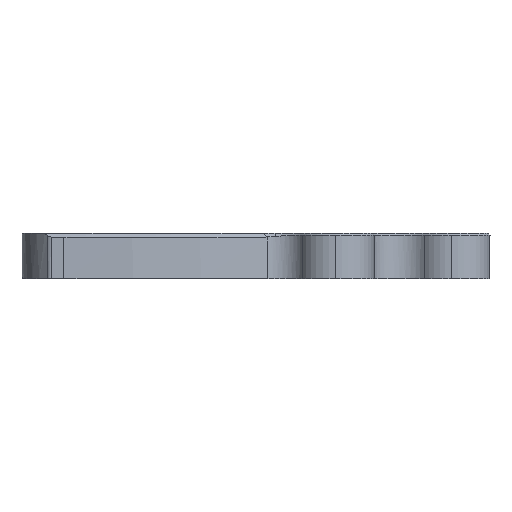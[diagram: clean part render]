
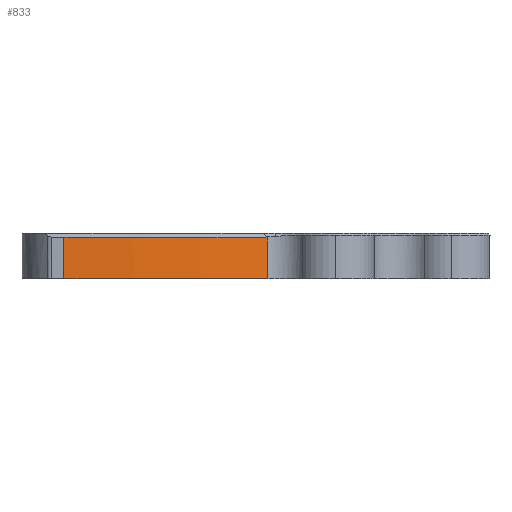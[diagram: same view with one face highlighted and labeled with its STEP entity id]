
A CAD part, left-side view. The second image highlights one B-rep face of the part: STEP entity #833.
In plain terms, the highlighted cylindrical face has radius 82.55 mm (diameter 165.1 mm), a partial arc.
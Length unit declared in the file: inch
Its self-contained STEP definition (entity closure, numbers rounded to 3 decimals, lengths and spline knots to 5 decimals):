
#23 = CARTESIAN_POINT ( 'NONE',  ( 0.22504, -1.279, 0.236 ) ) ;
#45 = CARTESIAN_POINT ( 'NONE',  ( 0.07876, -0.66715, 0.216 ) ) ;
#174 = CARTESIAN_POINT ( 'NONE',  ( 0.22126, -1.26791, 0.216 ) ) ;
#256 = CARTESIAN_POINT ( 'NONE',  ( 0.22126, -1.26791, 0.216 ) ) ;
#365 = CYLINDRICAL_SURFACE ( 'NONE', #1654, 3.25 ) ;
#395 = LINE ( 'NONE', #1041, #2136 ) ;
#442 = EDGE_CURVE ( 'NONE', #713, #1510, #2571, .T. ) ;
#477 = ORIENTED_EDGE ( 'NONE', *, *, #442, .T. ) ;
#489 = CARTESIAN_POINT ( 'NONE',  ( 0.12526, -0.92775, 0.21599 ) ) ;
#511 = B_SPLINE_CURVE_WITH_KNOTS ( 'NONE', 3,
 ( #2567, #1889, #651, #174 ),
 .UNSPECIFIED., .F., .F.,
 ( 4, 4 ),
 ( 0., 0.0003 ),
 .UNSPECIFIED. ) ;
#522 = CARTESIAN_POINT ( 'NONE',  ( 0.19293, -1.18413, 0.216 ) ) ;
#549 = EDGE_LOOP ( 'NONE', ( #2484, #2741, #477, #1194, #2686 ) ) ;
#589 = CARTESIAN_POINT ( 'NONE',  ( 0.05, -0.31515, 0.216 ) ) ;
#651 = CARTESIAN_POINT ( 'NONE',  ( 0.22251, -1.27161, 0.216 ) ) ;
#693 = CARTESIAN_POINT ( 'NONE',  ( 0.0536, -0.4033, 0.216 ) ) ;
#713 = VERTEX_POINT ( 'NONE', #953 ) ;
#833 = ADVANCED_FACE ( 'NONE', ( #1399 ), #365, .T. ) ;
#894 = AXIS2_PLACEMENT_3D ( 'NONE', #1326, #1146, #927 ) ;
#914 = CARTESIAN_POINT ( 'NONE',  ( 0.06796, -0.57924, 0.216 ) ) ;
#921 = VERTEX_POINT ( 'NONE', #1240 ) ;
#927 = DIRECTION ( 'NONE',  ( 1., 0., 0. ) ) ;
#953 = CARTESIAN_POINT ( 'NONE',  ( 0.05, -0.22681, 0. ) ) ;
#977 = EDGE_CURVE ( 'NONE', #1412, #1510, #2416, .T. ) ;
#1011 = CARTESIAN_POINT ( 'NONE',  ( 0.05, -0.22681, 0.216 ) ) ;
#1041 = CARTESIAN_POINT ( 'NONE',  ( 0.05, -0.22681, 0.236 ) ) ;
#1085 = CARTESIAN_POINT ( 'NONE',  ( 0.22504, -1.279, 0.21647 ) ) ;
#1115 = CARTESIAN_POINT ( 'NONE',  ( 0.16803, -1.0992, 0.21599 ) ) ;
#1146 = DIRECTION ( 'NONE',  ( 0., 0., 1. ) ) ;
#1194 = ORIENTED_EDGE ( 'NONE', *, *, #977, .F. ) ;
#1195 = CARTESIAN_POINT ( 'NONE',  ( 0.05, -0.22681, 0.216 ) ) ;
#1240 = CARTESIAN_POINT ( 'NONE',  ( 0.22126, -1.26791, 0.216 ) ) ;
#1326 = CARTESIAN_POINT ( 'NONE',  ( 3.3, -0.22681, 0. ) ) ;
#1399 = FACE_OUTER_BOUND ( 'NONE', #549, .T. ) ;
#1409 = DIRECTION ( 'NONE',  ( -1., 0., 0. ) ) ;
#1412 = VERTEX_POINT ( 'NONE', #1085 ) ;
#1491 = EDGE_CURVE ( 'NONE', #1412, #921, #511, .T. ) ;
#1510 = VERTEX_POINT ( 'NONE', #2145 ) ;
#1632 = VERTEX_POINT ( 'NONE', #1011 ) ;
#1654 = AXIS2_PLACEMENT_3D ( 'NONE', #2660, #2710, #1409 ) ;
#1889 = CARTESIAN_POINT ( 'NONE',  ( 0.22377, -1.27531, 0.21616 ) ) ;
#1973 = CARTESIAN_POINT ( 'NONE',  ( 0.10741, -0.84133, 0.21599 ) ) ;
#2100 = DIRECTION ( 'NONE',  ( 0., 0., -1. ) ) ;
#2136 = VECTOR ( 'NONE', #2100, 39.37008 ) ;
#2145 = CARTESIAN_POINT ( 'NONE',  ( 0.22504, -1.279, 0. ) ) ;
#2244 = EDGE_CURVE ( 'NONE', #1632, #713, #395, .T. ) ;
#2416 = LINE ( 'NONE', #23, #2627 ) ;
#2484 = ORIENTED_EDGE ( 'NONE', *, *, #2648, .T. ) ;
#2567 = CARTESIAN_POINT ( 'NONE',  ( 0.22504, -1.279, 0.21647 ) ) ;
#2571 = CIRCLE ( 'NONE', #894, 3.25 ) ;
#2585 = DIRECTION ( 'NONE',  ( 0., 0., -1. ) ) ;
#2627 = VECTOR ( 'NONE', #2585, 39.37008 ) ;
#2648 = EDGE_CURVE ( 'NONE', #921, #1632, #2696, .T. ) ;
#2660 = CARTESIAN_POINT ( 'NONE',  ( 3.3, -0.22681, 0.236 ) ) ;
#2686 = ORIENTED_EDGE ( 'NONE', *, *, #1491, .T. ) ;
#2696 = B_SPLINE_CURVE_WITH_KNOTS ( 'NONE', 3,
 ( #256, #522, #1115, #489, #1973, #45, #914, #693, #589, #1195 ),
 .UNSPECIFIED., .F., .F.,
 ( 4, 2, 2, 2, 4 ),
 ( 0., 0.00674, 0.01347, 0.02021, 0.02694 ),
 .UNSPECIFIED. ) ;
#2710 = DIRECTION ( 'NONE',  ( 0., 0., -1. ) ) ;
#2741 = ORIENTED_EDGE ( 'NONE', *, *, #2244, .T. ) ;
